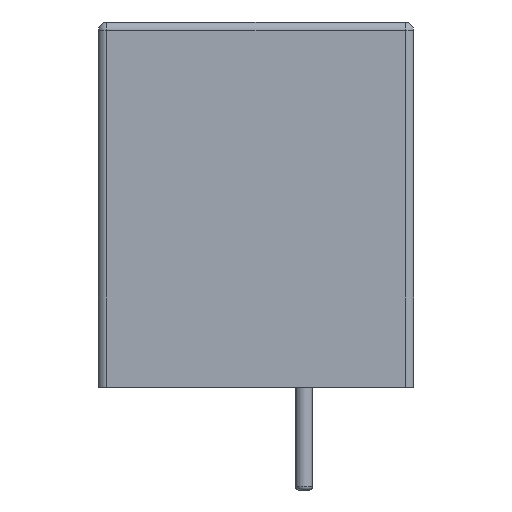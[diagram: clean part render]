
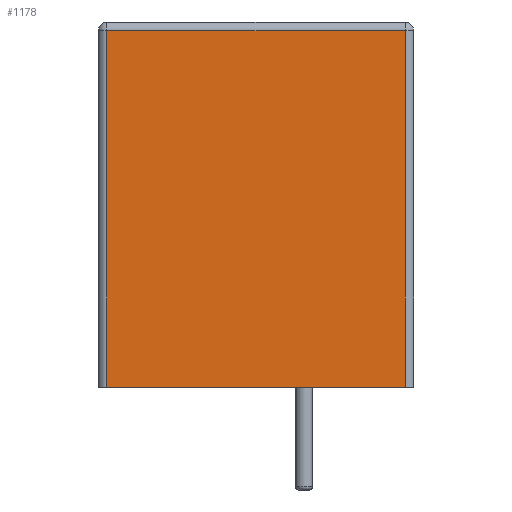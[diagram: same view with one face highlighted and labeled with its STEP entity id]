
A CAD part, front view. The second image highlights one B-rep face of the part: STEP entity #1178.
In plain terms, the highlighted planar face has unit normal (0, -1, 0).
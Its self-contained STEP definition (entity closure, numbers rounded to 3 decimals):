
#13=DIRECTION('',(0.,0.,1.));
#36=VECTOR('',#37,1.);
#37=DIRECTION('',(1.,0.));
#38=( GEOMETRIC_REPRESENTATION_CONTEXT(2) PARAMETRIC_REPRESENTATION_CONTEXT() REPRESENTATION_CONTEXT('2D SPACE','') );
#43=DIRECTION('',(-0.,-0.,-1.));
#44=DIRECTION('',(-1.,0.,0.));
#65=VECTOR('',#66,1.);
#66=DIRECTION('',(0.,-1.));
#70=CARTESIAN_POINT('',(0.,0.));
#110=VECTOR('',#111,1.);
#111=DIRECTION('',(0.,1.));
#153=DIRECTION('',(0.,-1.,0.));
#163=VECTOR('',#44,1.);
#342=VECTOR('',#13,1.);
#353=VECTOR('',#354,1.);
#354=DIRECTION('',(-0.,1.));
#364=PLANE('',#365);
#365=AXIS2_PLACEMENT_3D('',#366,#43,#44);
#366=CARTESIAN_POINT('',(-1.4,-8.89,0.01));
#405=DEFINITIONAL_REPRESENTATION('',(#406),#38);
#406=LINE('',#407,#65);
#407=CARTESIAN_POINT('',(0.25,0.));
#409=CYLINDRICAL_SURFACE('',#410,0.25);
#410=AXIS2_PLACEMENT_3D('',#411,#13,#44);
#411=CARTESIAN_POINT('',(-5.75,-19.565,0.01));
#412=DEFINITIONAL_REPRESENTATION('',(#413),#38);
#413=LINE('',#70,#110);
#419=DEFINITIONAL_REPRESENTATION('',(#420),#38);
#420=LINE('',#421,#36);
#421=CARTESIAN_POINT('',(0.25,-10.4));
#426=DEFINITIONAL_REPRESENTATION('',(#427),#38);
#427=LINE('',#428,#353);
#428=CARTESIAN_POINT('',(-1.571,0.));
#439=DEFINITIONAL_REPRESENTATION('',(#440),#38);
#440=LINE('',#441,#36);
#441=CARTESIAN_POINT('',(0.,-0.));
#526=CYLINDRICAL_SURFACE('',#527,0.25);
#527=AXIS2_PLACEMENT_3D('',#528,#13,#153);
#528=CARTESIAN_POINT('',(2.95,-19.565,0.01));
#529=DEFINITIONAL_REPRESENTATION('',(#530),#38);
#530=LINE('',#531,#110);
#531=CARTESIAN_POINT('',(1.571,0.));
#808=VERTEX_POINT('',#809);
#809=CARTESIAN_POINT('',(-5.75,-19.815,0.01));
#827=EDGE_CURVE('',#808,#828,#830,.T.);
#828=VERTEX_POINT('',#829);
#829=CARTESIAN_POINT('',(-5.75,-19.815,10.41));
#830=SURFACE_CURVE('',#831,(#832,#833),.PCURVE_S1.);
#831=LINE('',#809,#342);
#832=PCURVE('',#409,#529);
#833=PCURVE('',#834,#837);
#834=PLANE('',#835);
#835=AXIS2_PLACEMENT_3D('',#836,#153,#44);
#836=CARTESIAN_POINT('',(3.2,-19.815,0.01));
#837=DEFINITIONAL_REPRESENTATION('',(#838),#38);
#838=LINE('',#839,#65);
#839=CARTESIAN_POINT('',(8.95,0.));
#856=EDGE_CURVE('',#857,#808,#859,.T.);
#857=VERTEX_POINT('',#858);
#858=CARTESIAN_POINT('',(2.95,-19.815,0.01));
#859=SURFACE_CURVE('',#860,(#861,#865),.PCURVE_S1.);
#860=LINE('',#836,#163);
#861=PCURVE('',#364,#862);
#862=DEFINITIONAL_REPRESENTATION('',(#863),#38);
#863=LINE('',#864,#36);
#864=CARTESIAN_POINT('',(-4.6,-10.925));
#865=PCURVE('',#834,#439);
#927=CARTESIAN_POINT('',(2.95,-19.565,10.41));
#945=EDGE_CURVE('',#857,#946,#948,.T.);
#946=VERTEX_POINT('',#947);
#947=CARTESIAN_POINT('',(2.95,-19.815,10.41));
#948=SURFACE_CURVE('',#949,(#950,#951),.PCURVE_S1.);
#949=LINE('',#858,#342);
#950=PCURVE('',#526,#412);
#951=PCURVE('',#834,#405);
#1149=CYLINDRICAL_SURFACE('',#1150,0.25);
#1150=AXIS2_PLACEMENT_3D('',#927,#44,#13);
#1178=ADVANCED_FACE('',(#1179),#834,.T.);
#1179=FACE_BOUND('',#1180,.T.);
#1180=EDGE_LOOP('',(#1181,#1182,#1188,#1189));
#1181=ORIENTED_EDGE('',*,*,#945,.T.);
#1182=ORIENTED_EDGE('',*,*,#1183,.T.);
#1183=EDGE_CURVE('',#946,#828,#1184,.T.);
#1184=SURFACE_CURVE('',#1185,(#1186,#1187),.PCURVE_S1.);
#1185=LINE('',#947,#163);
#1186=PCURVE('',#834,#419);
#1187=PCURVE('',#1149,#426);
#1188=ORIENTED_EDGE('',*,*,#827,.F.);
#1189=ORIENTED_EDGE('',*,*,#856,.F.);
